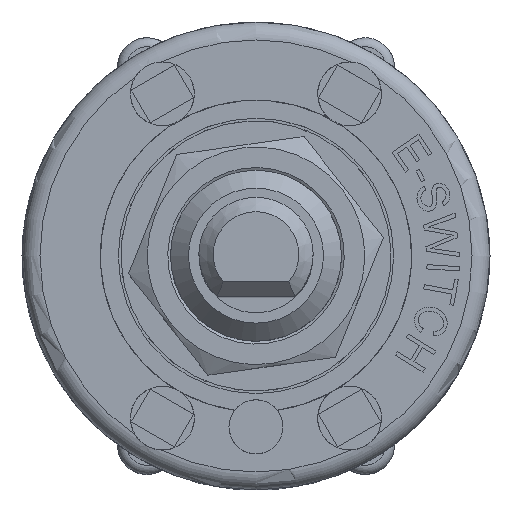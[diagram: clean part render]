
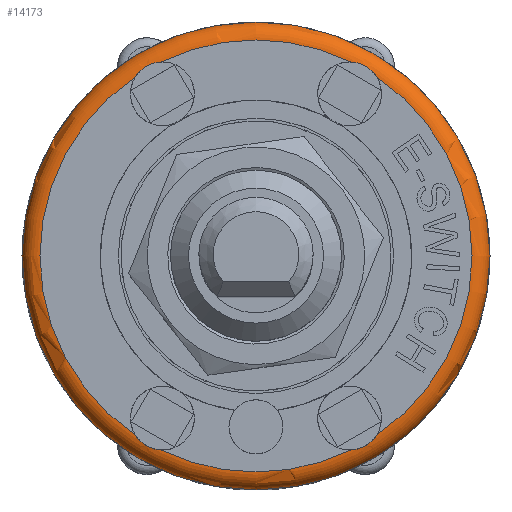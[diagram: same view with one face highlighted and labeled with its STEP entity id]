
A CAD part, top view. The second image highlights one B-rep face of the part: STEP entity #14173.
In plain terms, the highlighted toroidal (fillet/blend) face has major radius 12 mm and minor radius 1 mm.
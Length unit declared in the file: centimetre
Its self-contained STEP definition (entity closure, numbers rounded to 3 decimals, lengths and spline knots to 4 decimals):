
#30=TOROIDAL_SURFACE('',#14923,1.2,0.1);
#1172=B_SPLINE_CURVE_WITH_KNOTS('',3,(#24330,#24331,#24332,#24333,#24334,
#24335,#24336,#24337,#24338,#24339,#24340,#24341),.UNSPECIFIED.,.F.,.F.,
(4,2,2,2,2,4),(-0.2692,-0.2446,-0.216,
-0.1921,-0.1645,-0.1357),.UNSPECIFIED.);
#1173=B_SPLINE_CURVE_WITH_KNOTS('',3,(#24353,#24354,#24355,#24356,#24357,
#24358,#24359,#24360,#24361,#24362,#24363,#24364),.UNSPECIFIED.,.F.,.F.,
(4,2,2,2,2,4),(-0.2692,-0.2446,-0.216,
-0.1921,-0.1645,-0.1357),.UNSPECIFIED.);
#1174=B_SPLINE_CURVE_WITH_KNOTS('',3,(#24381,#24382,#24383,#24384,#24385,
#24386,#24387,#24388,#24389,#24390,#24391,#24392),.UNSPECIFIED.,.F.,.F.,
(4,2,2,2,2,4),(-0.2692,-0.2446,-0.216,
-0.1921,-0.1645,-0.1357),.UNSPECIFIED.);
#1175=B_SPLINE_CURVE_WITH_KNOTS('',3,(#24414,#24415,#24416,#24417,#24418,
#24419,#24420,#24421,#24422,#24423,#24424,#24425),.UNSPECIFIED.,.F.,.F.,
(4,2,2,2,2,4),(-0.2692,-0.2446,-0.216,
-0.1921,-0.1645,-0.1357),.UNSPECIFIED.);
#1873=FACE_OUTER_BOUND('',#2710,.T.);
#2710=EDGE_LOOP('',(#12988,#12989,#12990,#12991,#12992,#12993,#12994,#12995,
#12996,#12997,#12998,#12999));
#5910=CIRCLE('',#14876,1.3);
#5937=CIRCLE('',#14924,0.1);
#5938=CIRCLE('',#14925,1.2);
#5939=CIRCLE('',#14926,1.2);
#5940=CIRCLE('',#14927,1.2);
#5941=CIRCLE('',#14928,1.2);
#5942=CIRCLE('',#14929,1.2);
#7193=VERTEX_POINT('',#24292);
#7201=VERTEX_POINT('',#24328);
#7202=VERTEX_POINT('',#24329);
#7205=VERTEX_POINT('',#24351);
#7206=VERTEX_POINT('',#24352);
#7211=VERTEX_POINT('',#24379);
#7212=VERTEX_POINT('',#24380);
#7219=VERTEX_POINT('',#24412);
#7220=VERTEX_POINT('',#24413);
#7223=VERTEX_POINT('',#24435);
#9166=EDGE_CURVE('',#7193,#7193,#5910,.T.);
#9184=EDGE_CURVE('',#7201,#7202,#1172,.T.);
#9190=EDGE_CURVE('',#7205,#7206,#1173,.T.);
#9198=EDGE_CURVE('',#7211,#7212,#1174,.T.);
#9208=EDGE_CURVE('',#7219,#7220,#1175,.T.);
#9214=EDGE_CURVE('',#7193,#7223,#5937,.T.);
#9215=EDGE_CURVE('',#7223,#7211,#5938,.T.);
#9216=EDGE_CURVE('',#7212,#7205,#5939,.T.);
#9217=EDGE_CURVE('',#7206,#7201,#5940,.T.);
#9218=EDGE_CURVE('',#7202,#7219,#5941,.T.);
#9219=EDGE_CURVE('',#7220,#7223,#5942,.T.);
#12988=ORIENTED_EDGE('',*,*,#9166,.T.);
#12989=ORIENTED_EDGE('',*,*,#9214,.T.);
#12990=ORIENTED_EDGE('',*,*,#9215,.T.);
#12991=ORIENTED_EDGE('',*,*,#9198,.T.);
#12992=ORIENTED_EDGE('',*,*,#9216,.T.);
#12993=ORIENTED_EDGE('',*,*,#9190,.T.);
#12994=ORIENTED_EDGE('',*,*,#9217,.T.);
#12995=ORIENTED_EDGE('',*,*,#9184,.T.);
#12996=ORIENTED_EDGE('',*,*,#9218,.T.);
#12997=ORIENTED_EDGE('',*,*,#9208,.T.);
#12998=ORIENTED_EDGE('',*,*,#9219,.T.);
#12999=ORIENTED_EDGE('',*,*,#9214,.F.);
#14173=ADVANCED_FACE('',(#1873),#30,.T.);
#14876=AXIS2_PLACEMENT_3D('',#24293,#17676,#17677);
#14923=AXIS2_PLACEMENT_3D('',#24434,#17787,#17788);
#14924=AXIS2_PLACEMENT_3D('',#24436,#17789,#17790);
#14925=AXIS2_PLACEMENT_3D('',#24437,#17791,#17792);
#14926=AXIS2_PLACEMENT_3D('',#24438,#17793,#17794);
#14927=AXIS2_PLACEMENT_3D('',#24439,#17795,#17796);
#14928=AXIS2_PLACEMENT_3D('',#24440,#17797,#17798);
#14929=AXIS2_PLACEMENT_3D('',#24441,#17799,#17800);
#17676=DIRECTION('center_axis',(0.,0.,1.));
#17677=DIRECTION('ref_axis',(-1.,0.,0.));
#17787=DIRECTION('center_axis',(0.,0.,-1.));
#17788=DIRECTION('ref_axis',(-1.,0.,0.));
#17789=DIRECTION('center_axis',(0.,-1.,0.));
#17790=DIRECTION('ref_axis',(1.,0.,0.));
#17791=DIRECTION('center_axis',(0.,0.,-1.));
#17792=DIRECTION('ref_axis',(-1.,0.,0.));
#17793=DIRECTION('center_axis',(0.,0.,-1.));
#17794=DIRECTION('ref_axis',(-1.,0.,0.));
#17795=DIRECTION('center_axis',(0.,0.,-1.));
#17796=DIRECTION('ref_axis',(-1.,0.,0.));
#17797=DIRECTION('center_axis',(0.,0.,-1.));
#17798=DIRECTION('ref_axis',(-1.,0.,0.));
#17799=DIRECTION('center_axis',(0.,0.,-1.));
#17800=DIRECTION('ref_axis',(-1.,0.,0.));
#24292=CARTESIAN_POINT('',(1.3,0.,0.95));
#24293=CARTESIAN_POINT('Origin',(0.,0.,0.95));
#24328=CARTESIAN_POINT('',(-0.67,0.9955,1.05));
#24329=CARTESIAN_POINT('',(-0.5271,1.078,1.05));
#24330=CARTESIAN_POINT('Ctrl Pts',(-0.67,0.9955,
1.05));
#24331=CARTESIAN_POINT('Ctrl Pts',(-0.6646,1.0041,
1.05));
#24332=CARTESIAN_POINT('Ctrl Pts',(-0.6583,1.0124,
1.0498));
#24333=CARTESIAN_POINT('Ctrl Pts',(-0.6428,1.0294,
1.0491));
#24334=CARTESIAN_POINT('Ctrl Pts',(-0.6335,1.0377,
1.0488));
#24335=CARTESIAN_POINT('Ctrl Pts',(-0.615,1.051,1.0484));
#24336=CARTESIAN_POINT('Ctrl Pts',(-0.6061,1.0563,
1.0484));
#24337=CARTESIAN_POINT('Ctrl Pts',(-0.5859,1.0659,1.0487));
#24338=CARTESIAN_POINT('Ctrl Pts',(-0.5747,1.07,1.049));
#24339=CARTESIAN_POINT('Ctrl Pts',(-0.551,1.0759,1.0497));
#24340=CARTESIAN_POINT('Ctrl Pts',(-0.539,1.0775,
1.05));
#24341=CARTESIAN_POINT('Ctrl Pts',(-0.5271,1.078,
1.05));
#24351=CARTESIAN_POINT('',(-0.5271,-1.078,1.05));
#24352=CARTESIAN_POINT('',(-0.67,-0.9955,1.05));
#24353=CARTESIAN_POINT('Ctrl Pts',(-0.5271,-1.078,
1.05));
#24354=CARTESIAN_POINT('Ctrl Pts',(-0.5373,-1.0776,
1.05));
#24355=CARTESIAN_POINT('Ctrl Pts',(-0.5476,-1.0763,
1.0498));
#24356=CARTESIAN_POINT('Ctrl Pts',(-0.5701,-1.0714,1.0491));
#24357=CARTESIAN_POINT('Ctrl Pts',(-0.5819,-1.0675,
1.0488));
#24358=CARTESIAN_POINT('Ctrl Pts',(-0.6027,-1.0581,
1.0484));
#24359=CARTESIAN_POINT('Ctrl Pts',(-0.6117,-1.053,
1.0484));
#24360=CARTESIAN_POINT('Ctrl Pts',(-0.6301,-1.0404,
1.0487));
#24361=CARTESIAN_POINT('Ctrl Pts',(-0.6393,-1.0327,
1.049));
#24362=CARTESIAN_POINT('Ctrl Pts',(-0.6562,-1.0151,
1.0497));
#24363=CARTESIAN_POINT('Ctrl Pts',(-0.6637,-1.0055,
1.05));
#24364=CARTESIAN_POINT('Ctrl Pts',(-0.67,-0.9955,
1.05));
#24379=CARTESIAN_POINT('',(0.67,-0.9955,1.05));
#24380=CARTESIAN_POINT('',(0.5271,-1.078,1.05));
#24381=CARTESIAN_POINT('Ctrl Pts',(0.67,-0.9955,
1.05));
#24382=CARTESIAN_POINT('Ctrl Pts',(0.6646,-1.0041,
1.05));
#24383=CARTESIAN_POINT('Ctrl Pts',(0.6583,-1.0124,
1.0498));
#24384=CARTESIAN_POINT('Ctrl Pts',(0.6428,-1.0294,
1.0491));
#24385=CARTESIAN_POINT('Ctrl Pts',(0.6335,-1.0377,
1.0488));
#24386=CARTESIAN_POINT('Ctrl Pts',(0.615,-1.051,
1.0484));
#24387=CARTESIAN_POINT('Ctrl Pts',(0.6061,-1.0563,
1.0484));
#24388=CARTESIAN_POINT('Ctrl Pts',(0.5859,-1.0659,1.0487));
#24389=CARTESIAN_POINT('Ctrl Pts',(0.5747,-1.07,1.049));
#24390=CARTESIAN_POINT('Ctrl Pts',(0.551,-1.0759,
1.0497));
#24391=CARTESIAN_POINT('Ctrl Pts',(0.539,-1.0775,
1.05));
#24392=CARTESIAN_POINT('Ctrl Pts',(0.5271,-1.078,
1.05));
#24412=CARTESIAN_POINT('',(0.5271,1.078,1.05));
#24413=CARTESIAN_POINT('',(0.67,0.9955,1.05));
#24414=CARTESIAN_POINT('Ctrl Pts',(0.5271,1.078,1.05));
#24415=CARTESIAN_POINT('Ctrl Pts',(0.5373,1.0776,1.05));
#24416=CARTESIAN_POINT('Ctrl Pts',(0.5476,1.0763,1.0498));
#24417=CARTESIAN_POINT('Ctrl Pts',(0.5701,1.0714,1.0491));
#24418=CARTESIAN_POINT('Ctrl Pts',(0.5819,1.0675,1.0488));
#24419=CARTESIAN_POINT('Ctrl Pts',(0.6027,1.0581,1.0484));
#24420=CARTESIAN_POINT('Ctrl Pts',(0.6117,1.053,1.0484));
#24421=CARTESIAN_POINT('Ctrl Pts',(0.6301,1.0404,1.0487));
#24422=CARTESIAN_POINT('Ctrl Pts',(0.6393,1.0327,1.049));
#24423=CARTESIAN_POINT('Ctrl Pts',(0.6562,1.0151,1.0497));
#24424=CARTESIAN_POINT('Ctrl Pts',(0.6637,1.0055,1.05));
#24425=CARTESIAN_POINT('Ctrl Pts',(0.67,0.9955,
1.05));
#24434=CARTESIAN_POINT('Origin',(0.,0.,0.95));
#24435=CARTESIAN_POINT('',(1.2,0.,1.05));
#24436=CARTESIAN_POINT('Origin',(1.2,0.,0.95));
#24437=CARTESIAN_POINT('Origin',(0.,0.,1.05));
#24438=CARTESIAN_POINT('Origin',(0.,0.,1.05));
#24439=CARTESIAN_POINT('Origin',(0.,0.,1.05));
#24440=CARTESIAN_POINT('Origin',(0.,0.,1.05));
#24441=CARTESIAN_POINT('Origin',(0.,0.,1.05));
